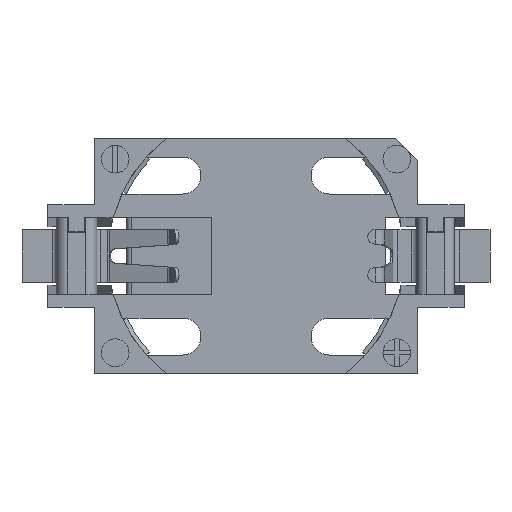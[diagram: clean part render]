
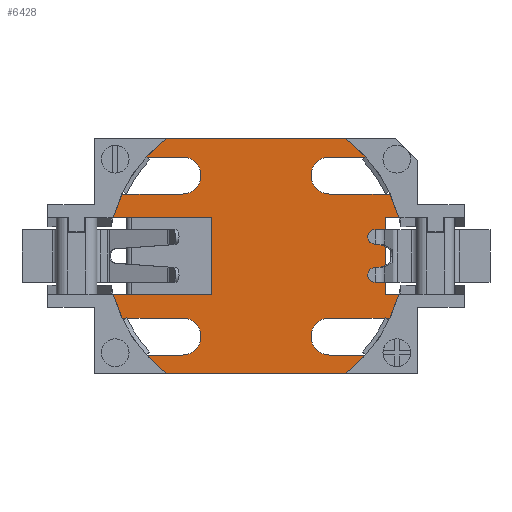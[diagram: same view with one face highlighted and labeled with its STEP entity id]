
A CAD part, top view. The second image highlights one B-rep face of the part: STEP entity #6428.
In plain terms, the highlighted planar face has unit normal (0, 0, 1).
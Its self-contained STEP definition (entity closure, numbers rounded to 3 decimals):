
#2183 = VERTEX_POINT('',#2184);
#2184 = CARTESIAN_POINT('',(-3.,2.6,1.6));
#2192 = VERTEX_POINT('',#2193);
#2193 = CARTESIAN_POINT('',(-3.,-2.6,1.6));
#2199 = EDGE_CURVE('',#2192,#2183,#2200,.T.);
#2200 = LINE('',#2201,#2202);
#2201 = CARTESIAN_POINT('',(-3.,-2.6,1.6));
#2202 = VECTOR('',#2203,1.);
#2203 = DIRECTION('',(0.,1.,0.));
#2213 = EDGE_CURVE('',#2192,#2214,#2216,.T.);
#2214 = VERTEX_POINT('',#2215);
#2215 = CARTESIAN_POINT('',(-9.734,-2.6,1.6));
#2216 = LINE('',#2217,#2218);
#2217 = CARTESIAN_POINT('',(0.,-2.6,1.6));
#2218 = VECTOR('',#2219,1.);
#2219 = DIRECTION('',(-1.,0.,0.));
#5619 = VERTEX_POINT('',#5620);
#5620 = CARTESIAN_POINT('',(-9.734,2.6,1.6));
#5631 = EDGE_CURVE('',#5619,#2183,#5632,.T.);
#5632 = LINE('',#5633,#5634);
#5633 = CARTESIAN_POINT('',(0.,2.6,1.6));
#5634 = VECTOR('',#5635,1.);
#5635 = DIRECTION('',(1.,0.,0.));
#5952 = VERTEX_POINT('',#5953);
#5953 = CARTESIAN_POINT('',(-5.013,-6.75,1.6));
#5961 = VERTEX_POINT('',#5962);
#5962 = CARTESIAN_POINT('',(-7.48,-6.75,1.6));
#5968 = EDGE_CURVE('',#5952,#5961,#5969,.T.);
#5969 = LINE('',#5970,#5971);
#5970 = CARTESIAN_POINT('',(0.,-6.75,1.6));
#5971 = VECTOR('',#5972,1.);
#5972 = DIRECTION('',(-1.,0.,0.));
#6038 = EDGE_CURVE('',#6039,#5952,#6041,.T.);
#6039 = VERTEX_POINT('',#6040);
#6040 = CARTESIAN_POINT('',(-5.013,-4.225,1.6));
#6041 = CIRCLE('',#6042,1.263);
#6042 = AXIS2_PLACEMENT_3D('',#6043,#6044,#6045);
#6043 = CARTESIAN_POINT('',(-5.013,-5.488,1.6));
#6044 = DIRECTION('',(0.,0.,-1.));
#6045 = DIRECTION('',(-1.,0.,0.));
#6064 = VERTEX_POINT('',#6065);
#6065 = CARTESIAN_POINT('',(-9.146,-4.225,1.6));
#6073 = EDGE_CURVE('',#6064,#6039,#6074,.T.);
#6074 = LINE('',#6075,#6076);
#6075 = CARTESIAN_POINT('',(0.,-4.225,1.6));
#6076 = VECTOR('',#6077,1.);
#6077 = DIRECTION('',(1.,0.,0.));
#6087 = EDGE_CURVE('',#6088,#6090,#6092,.T.);
#6088 = VERTEX_POINT('',#6089);
#6089 = CARTESIAN_POINT('',(5.013,-6.75,1.6));
#6090 = VERTEX_POINT('',#6091);
#6091 = CARTESIAN_POINT('',(7.48,-6.75,1.6));
#6092 = LINE('',#6093,#6094);
#6093 = CARTESIAN_POINT('',(0.,-6.75,1.6));
#6094 = VECTOR('',#6095,1.);
#6095 = DIRECTION('',(1.,0.,0.));
#6119 = VERTEX_POINT('',#6120);
#6120 = CARTESIAN_POINT('',(5.013,-4.225,1.6));
#6128 = EDGE_CURVE('',#6088,#6119,#6129,.T.);
#6129 = CIRCLE('',#6130,1.263);
#6130 = AXIS2_PLACEMENT_3D('',#6131,#6132,#6133);
#6131 = CARTESIAN_POINT('',(5.013,-5.488,1.6));
#6132 = DIRECTION('',(0.,0.,-1.));
#6133 = DIRECTION('',(-1.,0.,0.));
#6143 = EDGE_CURVE('',#6144,#6119,#6146,.T.);
#6144 = VERTEX_POINT('',#6145);
#6145 = CARTESIAN_POINT('',(9.146,-4.225,1.6));
#6146 = LINE('',#6147,#6148);
#6147 = CARTESIAN_POINT('',(0.,-4.225,1.6));
#6148 = VECTOR('',#6149,1.);
#6149 = DIRECTION('',(-1.,0.,0.));
#6168 = VERTEX_POINT('',#6169);
#6169 = CARTESIAN_POINT('',(5.013,6.75,1.6));
#6177 = VERTEX_POINT('',#6178);
#6178 = CARTESIAN_POINT('',(7.48,6.75,1.6));
#6184 = EDGE_CURVE('',#6168,#6177,#6185,.T.);
#6185 = LINE('',#6186,#6187);
#6186 = CARTESIAN_POINT('',(0.,6.75,1.6));
#6187 = VECTOR('',#6188,1.);
#6188 = DIRECTION('',(1.,0.,0.));
#6198 = EDGE_CURVE('',#6199,#6168,#6201,.T.);
#6199 = VERTEX_POINT('',#6200);
#6200 = CARTESIAN_POINT('',(5.013,4.225,1.6));
#6201 = CIRCLE('',#6202,1.263);
#6202 = AXIS2_PLACEMENT_3D('',#6203,#6204,#6205);
#6203 = CARTESIAN_POINT('',(5.013,5.488,1.6));
#6204 = DIRECTION('',(0.,0.,-1.));
#6205 = DIRECTION('',(-1.,0.,0.));
#6224 = VERTEX_POINT('',#6225);
#6225 = CARTESIAN_POINT('',(9.146,4.225,1.6));
#6233 = EDGE_CURVE('',#6224,#6199,#6234,.T.);
#6234 = LINE('',#6235,#6236);
#6235 = CARTESIAN_POINT('',(0.,4.225,1.6));
#6236 = VECTOR('',#6237,1.);
#6237 = DIRECTION('',(-1.,0.,0.));
#6247 = EDGE_CURVE('',#6248,#6250,#6252,.T.);
#6248 = VERTEX_POINT('',#6249);
#6249 = CARTESIAN_POINT('',(-5.013,6.75,1.6));
#6250 = VERTEX_POINT('',#6251);
#6251 = CARTESIAN_POINT('',(-7.48,6.75,1.6));
#6252 = LINE('',#6253,#6254);
#6253 = CARTESIAN_POINT('',(0.,6.75,1.6));
#6254 = VECTOR('',#6255,1.);
#6255 = DIRECTION('',(-1.,0.,0.));
#6279 = VERTEX_POINT('',#6280);
#6280 = CARTESIAN_POINT('',(-5.013,4.225,1.6));
#6288 = EDGE_CURVE('',#6248,#6279,#6289,.T.);
#6289 = CIRCLE('',#6290,1.263);
#6290 = AXIS2_PLACEMENT_3D('',#6291,#6292,#6293);
#6291 = CARTESIAN_POINT('',(-5.013,5.488,1.6));
#6292 = DIRECTION('',(0.,0.,-1.));
#6293 = DIRECTION('',(-1.,0.,0.));
#6303 = EDGE_CURVE('',#6304,#6279,#6306,.T.);
#6304 = VERTEX_POINT('',#6305);
#6305 = CARTESIAN_POINT('',(-9.146,4.225,1.6));
#6306 = LINE('',#6307,#6308);
#6307 = CARTESIAN_POINT('',(0.,4.225,1.6));
#6308 = VECTOR('',#6309,1.);
#6309 = DIRECTION('',(1.,0.,0.));
#6327 = EDGE_CURVE('',#6328,#6330,#6332,.T.);
#6328 = VERTEX_POINT('',#6329);
#6329 = CARTESIAN_POINT('',(8.8,-2.6,1.6));
#6330 = VERTEX_POINT('',#6331);
#6331 = CARTESIAN_POINT('',(9.734,-2.6,1.6));
#6332 = LINE('',#6333,#6334);
#6333 = CARTESIAN_POINT('',(0.,-2.6,1.6));
#6334 = VECTOR('',#6335,1.);
#6335 = DIRECTION('',(1.,0.,0.));
#6358 = EDGE_CURVE('',#6359,#6328,#6361,.T.);
#6359 = VERTEX_POINT('',#6360);
#6360 = CARTESIAN_POINT('',(8.8,2.6,1.6));
#6361 = LINE('',#6362,#6363);
#6362 = CARTESIAN_POINT('',(8.8,0.,1.6));
#6363 = VECTOR('',#6364,1.);
#6364 = DIRECTION('',(0.,-1.,0.));
#6382 = EDGE_CURVE('',#6383,#6359,#6385,.T.);
#6383 = VERTEX_POINT('',#6384);
#6384 = CARTESIAN_POINT('',(9.734,2.6,1.6));
#6385 = LINE('',#6386,#6387);
#6386 = CARTESIAN_POINT('',(0.,2.6,1.6));
#6387 = VECTOR('',#6388,1.);
#6388 = DIRECTION('',(-1.,0.,0.));
#6428 = ADVANCED_FACE('',(#6429),#6525,.F.);
#6429 = FACE_BOUND('',#6430,.T.);
#6430 = EDGE_LOOP('',(#6431,#6432,#6433,#6440,#6441,#6442,#6443,#6452,
    #6460,#6467,#6468,#6469,#6470,#6477,#6478,#6479,#6480,#6487,#6488,
    #6489,#6490,#6499,#6507,#6514,#6515,#6516,#6517,#6524));
#6431 = ORIENTED_EDGE('',*,*,#2199,.F.);
#6432 = ORIENTED_EDGE('',*,*,#2213,.T.);
#6433 = ORIENTED_EDGE('',*,*,#6434,.F.);
#6434 = EDGE_CURVE('',#6064,#2214,#6435,.T.);
#6435 = CIRCLE('',#6436,10.075);
#6436 = AXIS2_PLACEMENT_3D('',#6437,#6438,#6439);
#6437 = CARTESIAN_POINT('',(0.,0.,1.6));
#6438 = DIRECTION('',(0.,0.,-1.));
#6439 = DIRECTION('',(1.,0.,0.));
#6440 = ORIENTED_EDGE('',*,*,#6073,.T.);
#6441 = ORIENTED_EDGE('',*,*,#6038,.T.);
#6442 = ORIENTED_EDGE('',*,*,#5968,.T.);
#6443 = ORIENTED_EDGE('',*,*,#6444,.F.);
#6444 = EDGE_CURVE('',#6445,#5961,#6447,.T.);
#6445 = VERTEX_POINT('',#6446);
#6446 = CARTESIAN_POINT('',(-6.124,-8.,1.6));
#6447 = CIRCLE('',#6448,10.075);
#6448 = AXIS2_PLACEMENT_3D('',#6449,#6450,#6451);
#6449 = CARTESIAN_POINT('',(0.,0.,1.6));
#6450 = DIRECTION('',(0.,0.,-1.));
#6451 = DIRECTION('',(1.,0.,0.));
#6452 = ORIENTED_EDGE('',*,*,#6453,.F.);
#6453 = EDGE_CURVE('',#6454,#6445,#6456,.T.);
#6454 = VERTEX_POINT('',#6455);
#6455 = CARTESIAN_POINT('',(6.124,-8.,1.6));
#6456 = LINE('',#6457,#6458);
#6457 = CARTESIAN_POINT('',(-11.,-8.,1.6));
#6458 = VECTOR('',#6459,1.);
#6459 = DIRECTION('',(-1.,0.,0.));
#6460 = ORIENTED_EDGE('',*,*,#6461,.F.);
#6461 = EDGE_CURVE('',#6090,#6454,#6462,.T.);
#6462 = CIRCLE('',#6463,10.075);
#6463 = AXIS2_PLACEMENT_3D('',#6464,#6465,#6466);
#6464 = CARTESIAN_POINT('',(0.,0.,1.6));
#6465 = DIRECTION('',(0.,0.,-1.));
#6466 = DIRECTION('',(1.,0.,0.));
#6467 = ORIENTED_EDGE('',*,*,#6087,.F.);
#6468 = ORIENTED_EDGE('',*,*,#6128,.T.);
#6469 = ORIENTED_EDGE('',*,*,#6143,.F.);
#6470 = ORIENTED_EDGE('',*,*,#6471,.F.);
#6471 = EDGE_CURVE('',#6330,#6144,#6472,.T.);
#6472 = CIRCLE('',#6473,10.075);
#6473 = AXIS2_PLACEMENT_3D('',#6474,#6475,#6476);
#6474 = CARTESIAN_POINT('',(0.,0.,1.6));
#6475 = DIRECTION('',(0.,0.,-1.));
#6476 = DIRECTION('',(1.,0.,0.));
#6477 = ORIENTED_EDGE('',*,*,#6327,.F.);
#6478 = ORIENTED_EDGE('',*,*,#6358,.F.);
#6479 = ORIENTED_EDGE('',*,*,#6382,.F.);
#6480 = ORIENTED_EDGE('',*,*,#6481,.F.);
#6481 = EDGE_CURVE('',#6224,#6383,#6482,.T.);
#6482 = CIRCLE('',#6483,10.075);
#6483 = AXIS2_PLACEMENT_3D('',#6484,#6485,#6486);
#6484 = CARTESIAN_POINT('',(0.,0.,1.6));
#6485 = DIRECTION('',(0.,0.,-1.));
#6486 = DIRECTION('',(1.,0.,0.));
#6487 = ORIENTED_EDGE('',*,*,#6233,.T.);
#6488 = ORIENTED_EDGE('',*,*,#6198,.T.);
#6489 = ORIENTED_EDGE('',*,*,#6184,.T.);
#6490 = ORIENTED_EDGE('',*,*,#6491,.F.);
#6491 = EDGE_CURVE('',#6492,#6177,#6494,.T.);
#6492 = VERTEX_POINT('',#6493);
#6493 = CARTESIAN_POINT('',(6.124,8.,1.6));
#6494 = CIRCLE('',#6495,10.075);
#6495 = AXIS2_PLACEMENT_3D('',#6496,#6497,#6498);
#6496 = CARTESIAN_POINT('',(0.,0.,1.6));
#6497 = DIRECTION('',(0.,0.,-1.));
#6498 = DIRECTION('',(1.,0.,0.));
#6499 = ORIENTED_EDGE('',*,*,#6500,.F.);
#6500 = EDGE_CURVE('',#6501,#6492,#6503,.T.);
#6501 = VERTEX_POINT('',#6502);
#6502 = CARTESIAN_POINT('',(-6.124,8.,1.6));
#6503 = LINE('',#6504,#6505);
#6504 = CARTESIAN_POINT('',(11.,8.,1.6));
#6505 = VECTOR('',#6506,1.);
#6506 = DIRECTION('',(1.,0.,0.));
#6507 = ORIENTED_EDGE('',*,*,#6508,.F.);
#6508 = EDGE_CURVE('',#6250,#6501,#6509,.T.);
#6509 = CIRCLE('',#6510,10.075);
#6510 = AXIS2_PLACEMENT_3D('',#6511,#6512,#6513);
#6511 = CARTESIAN_POINT('',(0.,0.,1.6));
#6512 = DIRECTION('',(0.,0.,-1.));
#6513 = DIRECTION('',(1.,0.,0.));
#6514 = ORIENTED_EDGE('',*,*,#6247,.F.);
#6515 = ORIENTED_EDGE('',*,*,#6288,.T.);
#6516 = ORIENTED_EDGE('',*,*,#6303,.F.);
#6517 = ORIENTED_EDGE('',*,*,#6518,.F.);
#6518 = EDGE_CURVE('',#5619,#6304,#6519,.T.);
#6519 = CIRCLE('',#6520,10.075);
#6520 = AXIS2_PLACEMENT_3D('',#6521,#6522,#6523);
#6521 = CARTESIAN_POINT('',(0.,0.,1.6));
#6522 = DIRECTION('',(0.,0.,-1.));
#6523 = DIRECTION('',(1.,0.,0.));
#6524 = ORIENTED_EDGE('',*,*,#5631,.T.);
#6525 = PLANE('',#6526);
#6526 = AXIS2_PLACEMENT_3D('',#6527,#6528,#6529);
#6527 = CARTESIAN_POINT('',(0.,0.,1.6));
#6528 = DIRECTION('',(0.,0.,-1.));
#6529 = DIRECTION('',(-1.,0.,0.));
